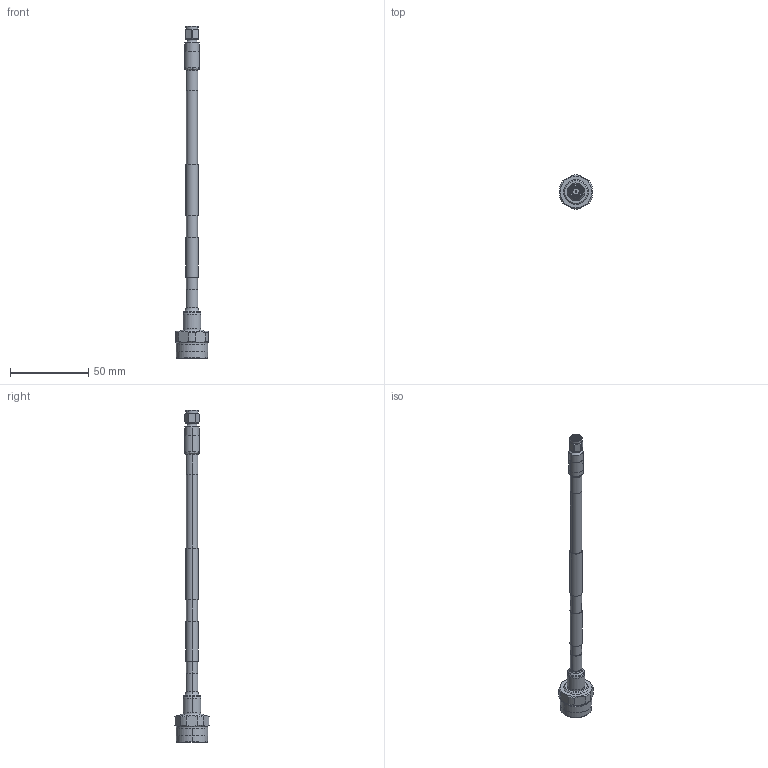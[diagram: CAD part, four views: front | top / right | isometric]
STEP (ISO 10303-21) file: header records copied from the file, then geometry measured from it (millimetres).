
FILE_DESCRIPTION (( 'STEP AP214' ), '1' );
FILE_NAME ('LCCA31032.step', '2022-10-04T19:17:10', ( '' ), ( '' ), 'SwSTEP 2.0', 'SolidWorks 2021', '' );
FILE_SCHEMA (( 'AUTOMOTIVE_DESIGN' ));
Length unit declared in the file: inch
Products named in the file (4): SPP-250-LLPL ^LCCA31032_SPP-250-LLPL; TC-250-NM-LP^LCCA31032; LCCA31032; TC-250-SM-LP^LCCA31032_Heat Shrink
Assembly tree (3 placements, depth 2):
  LCCA31032
    SPP-250-LLPL ^LCCA31032_SPP-250-LLPL
    TC-250-SM-LP^LCCA31032_Heat Shrink
    TC-250-NM-LP^LCCA31032
Bounding box: 20.6 x 21.85 x 212.32 mm (x, y, z)
Volume: 11699.1 mm3; surface area: 10904.8 mm2
Topology: 7 solids, 7 shells, 259 faces, 573 edges, 347 vertices
Faces by surface type: cylinder 119, cone 67, plane 50, torus 12, bspline 9, sphere 2
Entity records: 11455 total; most frequent: CARTESIAN_POINT 3826, DIRECTION 1285, ORIENTED_EDGE 1138, EDGE_CURVE 569, AXIS2_PLACEMENT_3D 542, VERTEX_POINT 347, EDGE_LOOP 292, CIRCLE 286
